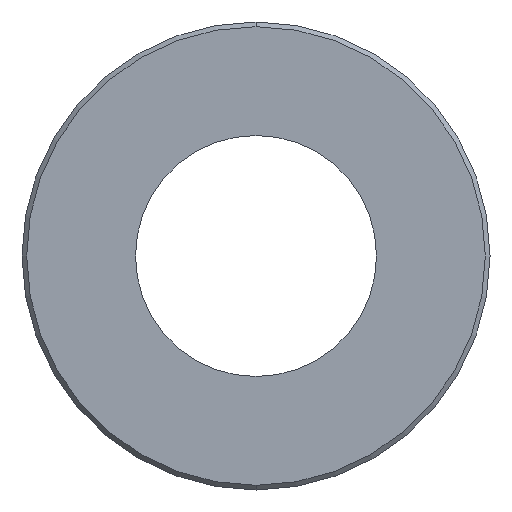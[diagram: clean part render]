
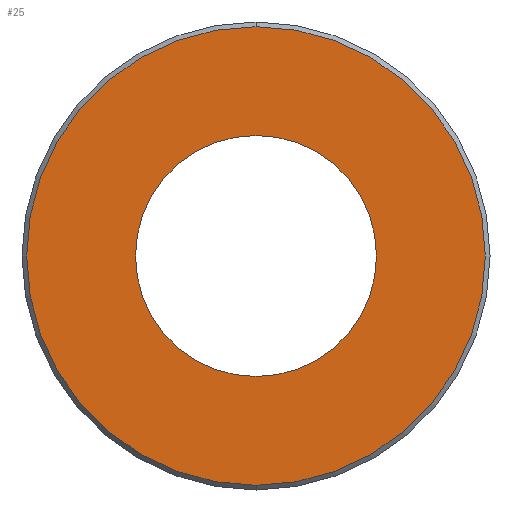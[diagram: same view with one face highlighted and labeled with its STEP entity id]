
A CAD part, front view. The second image highlights one B-rep face of the part: STEP entity #25.
In plain terms, the highlighted planar face has unit normal (0, -1, 0).
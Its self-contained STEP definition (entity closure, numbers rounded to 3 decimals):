
#1 = CARTESIAN_POINT ( 'NONE',  ( 0., -1.5, 0. ) ) ;
#25 = ADVANCED_FACE ( 'NONE', ( #60, #117 ), #255, .F. ) ;
#27 = DIRECTION ( 'NONE',  ( 0., 0., 1. ) ) ;
#30 = CARTESIAN_POINT ( 'NONE',  ( 0., -1.5, 0. ) ) ;
#33 = DIRECTION ( 'NONE',  ( 0., -1., 0. ) ) ;
#34 = DIRECTION ( 'NONE',  ( 0., 1., 0. ) ) ;
#37 = EDGE_LOOP ( 'NONE', ( #40, #234 ) ) ;
#40 = ORIENTED_EDGE ( 'NONE', *, *, #342, .T. ) ;
#57 = EDGE_CURVE ( 'NONE', #198, #152, #173, .T. ) ;
#60 = FACE_OUTER_BOUND ( 'NONE', #61, .T. ) ;
#61 = EDGE_LOOP ( 'NONE', ( #128, #98 ) ) ;
#64 = AXIS2_PLACEMENT_3D ( 'NONE', #363, #223, #122 ) ;
#69 = EDGE_CURVE ( 'NONE', #152, #198, #311, .T. ) ;
#96 = EDGE_CURVE ( 'NONE', #200, #253, #202, .T. ) ;
#98 = ORIENTED_EDGE ( 'NONE', *, *, #57, .T. ) ;
#117 = FACE_BOUND ( 'NONE', #37, .T. ) ;
#122 = DIRECTION ( 'NONE',  ( 0., 0., 1. ) ) ;
#128 = ORIENTED_EDGE ( 'NONE', *, *, #69, .T. ) ;
#137 = DIRECTION ( 'NONE',  ( 0., 0., 1. ) ) ;
#145 = AXIS2_PLACEMENT_3D ( 'NONE', #284, #34, #358 ) ;
#150 = DIRECTION ( 'NONE',  ( 0., -1., 0. ) ) ;
#152 = VERTEX_POINT ( 'NONE', #216 ) ;
#162 = CARTESIAN_POINT ( 'NONE',  ( 0., -1.5, -4.9 ) ) ;
#173 = CIRCLE ( 'NONE', #263, 4.9 ) ;
#198 = VERTEX_POINT ( 'NONE', #162 ) ;
#200 = VERTEX_POINT ( 'NONE', #277 ) ;
#202 = CIRCLE ( 'NONE', #145, 2.575 ) ;
#214 = DIRECTION ( 'NONE',  ( 0., 1., 0. ) ) ;
#216 = CARTESIAN_POINT ( 'NONE',  ( 0., -1.5, 4.9 ) ) ;
#223 = DIRECTION ( 'NONE',  ( 0., 1., 0. ) ) ;
#234 = ORIENTED_EDGE ( 'NONE', *, *, #96, .T. ) ;
#237 = CARTESIAN_POINT ( 'NONE',  ( 0., -1.5, 0. ) ) ;
#239 = CARTESIAN_POINT ( 'NONE',  ( 0., -1.5, -2.575 ) ) ;
#249 = AXIS2_PLACEMENT_3D ( 'NONE', #237, #214, #137 ) ;
#250 = AXIS2_PLACEMENT_3D ( 'NONE', #30, #150, #279 ) ;
#253 = VERTEX_POINT ( 'NONE', #239 ) ;
#255 = PLANE ( 'NONE',  #64 ) ;
#262 = CIRCLE ( 'NONE', #249, 2.575 ) ;
#263 = AXIS2_PLACEMENT_3D ( 'NONE', #1, #33, #27 ) ;
#277 = CARTESIAN_POINT ( 'NONE',  ( 0., -1.5, 2.575 ) ) ;
#279 = DIRECTION ( 'NONE',  ( 0., 0., 1. ) ) ;
#284 = CARTESIAN_POINT ( 'NONE',  ( 0., -1.5, 0. ) ) ;
#311 = CIRCLE ( 'NONE', #250, 4.9 ) ;
#342 = EDGE_CURVE ( 'NONE', #253, #200, #262, .T. ) ;
#358 = DIRECTION ( 'NONE',  ( 0., 0., 1. ) ) ;
#363 = CARTESIAN_POINT ( 'NONE',  ( 0., -1.5, 0. ) ) ;
